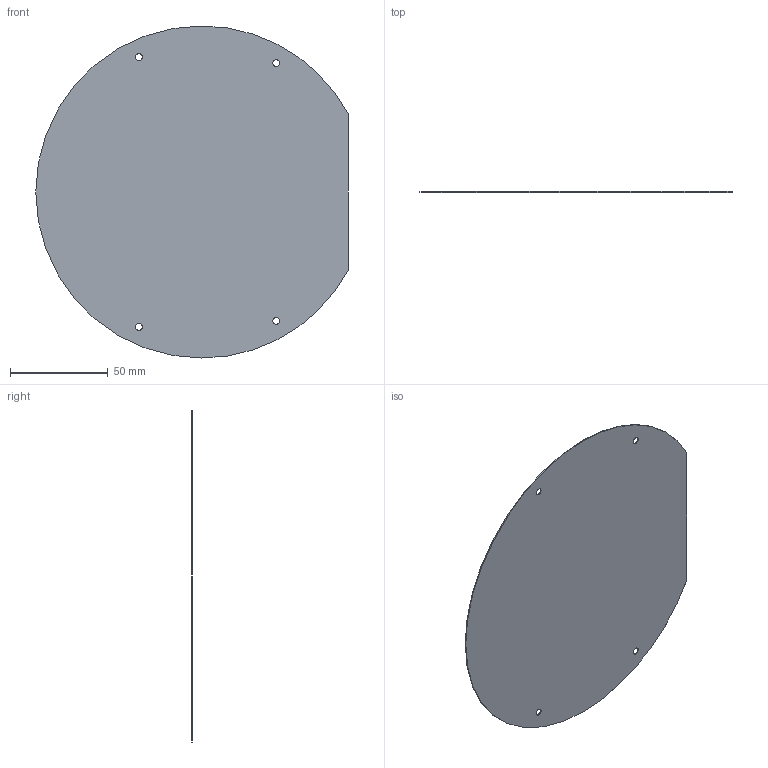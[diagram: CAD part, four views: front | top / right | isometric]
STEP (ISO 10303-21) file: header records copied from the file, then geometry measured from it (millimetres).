
FILE_DESCRIPTION (( 'STEP AP214' ), '1' );
FILE_NAME ('PCB_principal_brouillon.STEP', '2016-08-18T00:30:41', ( '' ), ( '' ), 'SwSTEP 2.0', 'SolidWorks 2015', '' );
FILE_SCHEMA (( 'AUTOMOTIVE_DESIGN' ));
Length unit declared in the file: millimetre
Products named in the file (1): PCB_principal_brouillon
Bounding box: 160 x 0.41 x 170 mm (x, y, z)
Volume: 9069.4 mm3; surface area: 44476.6 mm2
Topology: 1 solids, 1 shells, 14 faces, 36 edges, 24 vertices
Faces by surface type: cylinder 11, plane 3
Entity records: 492 total; most frequent: DIRECTION 88, CARTESIAN_POINT 75, ORIENTED_EDGE 72, AXIS2_PLACEMENT_3D 37, EDGE_CURVE 36, VERTEX_POINT 24, CIRCLE 22, EDGE_LOOP 22
